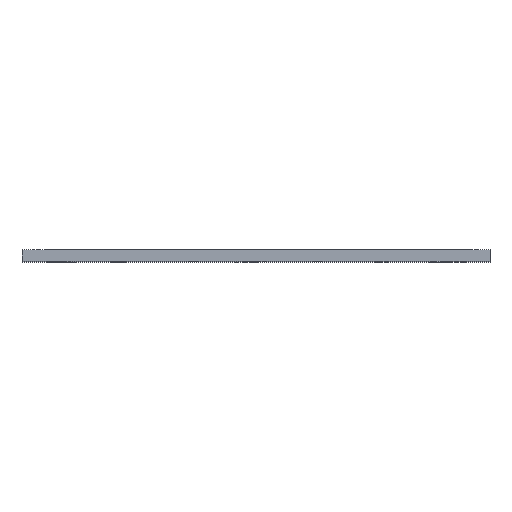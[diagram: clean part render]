
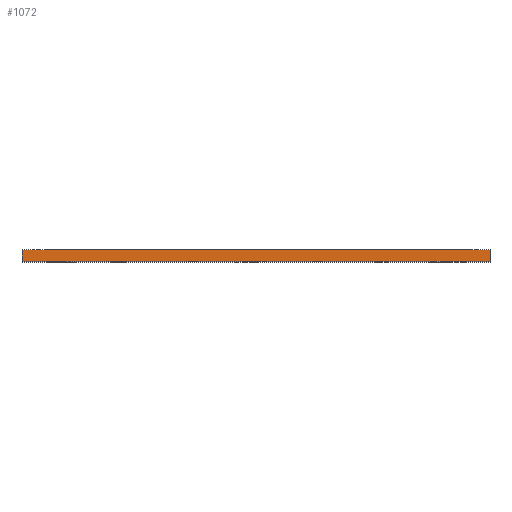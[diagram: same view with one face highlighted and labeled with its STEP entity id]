
A CAD part, top view. The second image highlights one B-rep face of the part: STEP entity #1072.
In plain terms, the highlighted planar face has unit normal (0, 0, 1).
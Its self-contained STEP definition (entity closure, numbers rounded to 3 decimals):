
#84=PLANE('',#1208);
#134=FACE_OUTER_BOUND('',#213,.T.);
#213=EDGE_LOOP('',(#933,#934,#935,#936));
#258=LINE('',#1571,#330);
#313=LINE('',#1812,#385);
#314=LINE('',#1815,#386);
#315=LINE('',#1816,#387);
#330=VECTOR('',#1250,10.);
#385=VECTOR('',#1519,10.);
#386=VECTOR('',#1522,10.);
#387=VECTOR('',#1523,10.);
#474=VERTEX_POINT('',#1565);
#476=VERTEX_POINT('',#1569);
#555=VERTEX_POINT('',#1810);
#556=VERTEX_POINT('',#1814);
#576=EDGE_CURVE('',#474,#476,#258,.T.);
#697=EDGE_CURVE('',#476,#555,#313,.T.);
#698=EDGE_CURVE('',#556,#555,#314,.T.);
#699=EDGE_CURVE('',#474,#556,#315,.T.);
#933=ORIENTED_EDGE('',*,*,#576,.T.);
#934=ORIENTED_EDGE('',*,*,#697,.T.);
#935=ORIENTED_EDGE('',*,*,#698,.F.);
#936=ORIENTED_EDGE('',*,*,#699,.F.);
#1072=ADVANCED_FACE('',(#134),#84,.T.);
#1208=AXIS2_PLACEMENT_3D('',#1813,#1520,#1521);
#1250=DIRECTION('',(1.,0.,0.));
#1519=DIRECTION('',(0.,1.,0.));
#1520=DIRECTION('center_axis',(0.,0.,1.));
#1521=DIRECTION('ref_axis',(1.,0.,0.));
#1522=DIRECTION('',(1.,0.,0.));
#1523=DIRECTION('',(0.,1.,0.));
#1565=CARTESIAN_POINT('',(0.,0.,0.));
#1569=CARTESIAN_POINT('',(82.,0.,0.));
#1571=CARTESIAN_POINT('',(0.,0.,0.));
#1810=CARTESIAN_POINT('',(82.,2.038,0.));
#1812=CARTESIAN_POINT('',(82.,0.,0.));
#1813=CARTESIAN_POINT('Origin',(0.,0.,0.));
#1814=CARTESIAN_POINT('',(0.,2.038,0.));
#1815=CARTESIAN_POINT('',(0.,2.038,0.));
#1816=CARTESIAN_POINT('',(0.,0.,0.));
